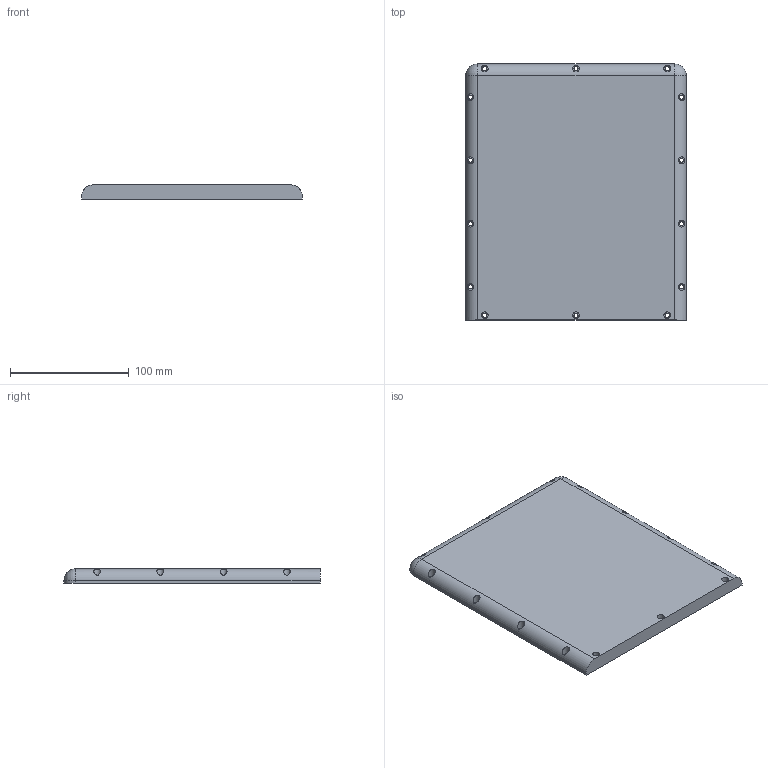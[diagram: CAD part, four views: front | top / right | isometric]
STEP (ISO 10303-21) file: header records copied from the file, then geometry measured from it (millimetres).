
FILE_DESCRIPTION(('FreeCAD Model'),'2;1');
FILE_NAME('Open CASCADE Shape Model','2024-04-01T14:40:35',(''),(''), 'Open CASCADE STEP processor 7.7','FreeCAD','Unknown');
FILE_SCHEMA(('AUTOMOTIVE_DESIGN { 1 0 10303 214 1 1 1 1 }'));
Length unit declared in the file: millimetre
Products named in the file (1): top_part
Bounding box: 186 x 216 x 12 mm (x, y, z)
Volume: 329849 mm3; surface area: 91888.8 mm2
Topology: 1 solids, 1 shells, 60 faces, 125 edges, 80 vertices
Faces by surface type: cylinder 33, plane 25, sphere 2
Full cylindrical faces by diameter (mm): 3.4 x14, 5.8 x14
Entity records: 2937 total; most frequent: CARTESIAN_POINT 1551, DIRECTION 289, ORIENTED_EDGE 246, EDGE_CURVE 123, AXIS2_PLACEMENT_3D 116, FACE_BOUND 103, EDGE_LOOP 103, VERTEX_POINT 80
